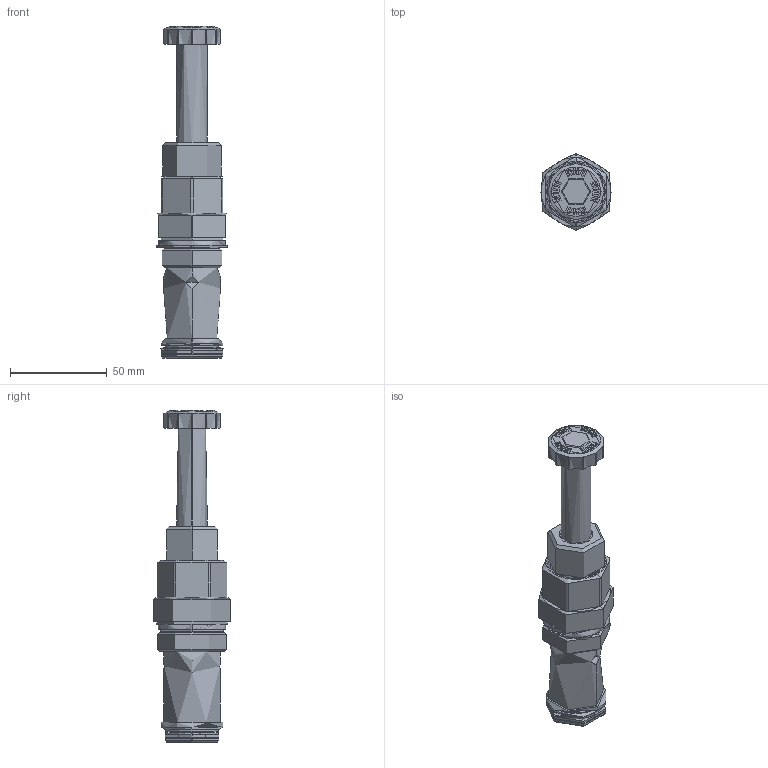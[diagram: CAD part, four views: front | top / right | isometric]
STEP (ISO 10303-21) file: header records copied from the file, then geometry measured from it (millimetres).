
FILE_DESCRIPTION((''),'2;1');
FILE_NAME('FDEPXBN_SW','2022-01-21T09:56:37',('SigMax'),(''),'CREO PARAMETRIC BY PTC INC, 2021072','CREO PARAMETRIC BY PTC INC, 2021072','');
FILE_SCHEMA(('CONFIG_CONTROL_DESIGN'));
Length unit declared in the file: inch
Products named in the file (1): FDEPXBN_SW
Bounding box: 36.47 x 39.6 x 171.3 mm (x, y, z)
Topology: 0 solids, 0 shells, 324 faces, 1688 edges, 1676 vertices
Faces by surface type: plane 156, cylinder 106, cone 34, torus 18, revolution 10
Entity records: 26399 total; most frequent: CARTESIAN_POINT 10524, DIRECTION 2914, TRIMMED_CURVE 2044, VECTOR 1812, LINE 1812, DEFINITIONAL_REPRESENTATION 1664, PCURVE 1664, COMPOSITE_CURVE_SEGMENT 1664
